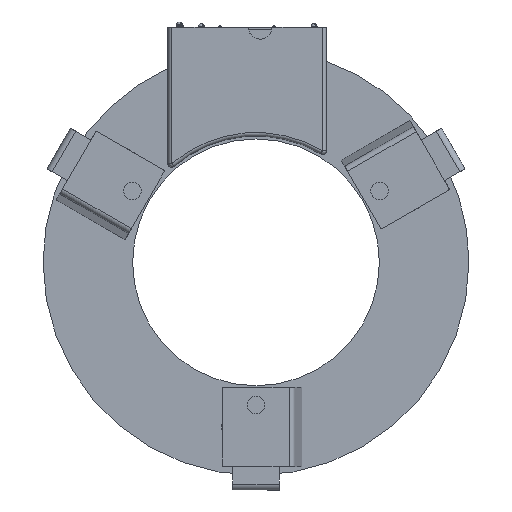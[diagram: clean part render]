
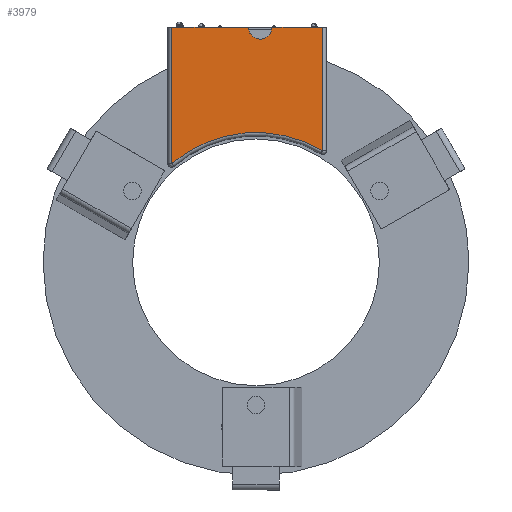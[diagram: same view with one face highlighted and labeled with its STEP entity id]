
A CAD part, front view. The second image highlights one B-rep face of the part: STEP entity #3979.
In plain terms, the highlighted planar face has unit normal (0, -1, 0).
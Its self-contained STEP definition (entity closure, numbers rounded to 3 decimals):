
#218 = ORIENTED_EDGE ( 'NONE', *, *, #12930, .T. ) ;
#226 = ORIENTED_EDGE ( 'NONE', *, *, #12897, .T. ) ;
#279 = ORIENTED_EDGE ( 'NONE', *, *, #12868, .T. ) ;
#2934 = VERTEX_POINT ( 'NONE', #5990 ) ;
#2951 = VERTEX_POINT ( 'NONE', #6051 ) ;
#3297 = VERTEX_POINT ( 'NONE', #10179 ) ;
#3298 = VERTEX_POINT ( 'NONE', #10256 ) ;
#3308 = VERTEX_POINT ( 'NONE', #10246 ) ;
#3340 = VERTEX_POINT ( 'NONE', #10220 ) ;
#3979 = ADVANCED_FACE ( 'NONE', ( #7571 ), #9563, .T. ) ;
#4223 = AXIS2_PLACEMENT_3D ( 'NONE', #12032, #12027, #12057 ) ;
#4250 = AXIS2_PLACEMENT_3D ( 'NONE', #12144, #12146, #12147 ) ;
#4272 = ORIENTED_EDGE ( 'NONE', *, *, #12917, .T. ) ;
#4357 = EDGE_LOOP ( 'NONE', ( #4272, #279, #226, #5029, #5016, #218 ) ) ;
#5016 = ORIENTED_EDGE ( 'NONE', *, *, #12890, .T. ) ;
#5029 = ORIENTED_EDGE ( 'NONE', *, *, #12866, .F. ) ;
#5990 = CARTESIAN_POINT ( 'NONE',  ( -143.239, -101., 400. ) ) ;
#6051 = CARTESIAN_POINT ( 'NONE',  ( -143.239, -101., 168.297 ) ) ;
#7571 = FACE_OUTER_BOUND ( 'NONE', #4357, .T. ) ;
#9533 = CARTESIAN_POINT ( 'NONE',  ( 120., -101., 215. ) ) ;
#9563 = PLANE ( 'NONE',  #13364 ) ;
#9565 = DIRECTION ( 'NONE',  ( 0., -1., 0. ) ) ;
#9579 = DIRECTION ( 'NONE',  ( -1., 0., 0. ) ) ;
#10179 = CARTESIAN_POINT ( 'NONE',  ( 27., -101., 400. ) ) ;
#10220 = CARTESIAN_POINT ( 'NONE',  ( 113.239, -101., 400. ) ) ;
#10246 = CARTESIAN_POINT ( 'NONE',  ( 113.239, -101., 189.784 ) ) ;
#10256 = CARTESIAN_POINT ( 'NONE',  ( -13., -101., 400. ) ) ;
#11316 = VECTOR ( 'NONE', #12091, 1000. ) ;
#11336 = LINE ( 'NONE', #12060, #11338 ) ;
#11337 = LINE ( 'NONE', #12108, #11316 ) ;
#11338 = VECTOR ( 'NONE', #12038, 1000. ) ;
#11340 = LINE ( 'NONE', #12095, #11346 ) ;
#11346 = VECTOR ( 'NONE', #12101, 1000. ) ;
#11349 = CIRCLE ( 'NONE', #4223, 20. ) ;
#11377 = LINE ( 'NONE', #12168, #11383 ) ;
#11378 = CIRCLE ( 'NONE', #4250, 221. ) ;
#11383 = VECTOR ( 'NONE', #12172, 1000. ) ;
#12027 = DIRECTION ( 'NONE',  ( 0., -1., 0. ) ) ;
#12032 = CARTESIAN_POINT ( 'NONE',  ( 7., -101., 400. ) ) ;
#12038 = DIRECTION ( 'NONE',  ( 0., 0., 1. ) ) ;
#12057 = DIRECTION ( 'NONE',  ( 1., 0., 0. ) ) ;
#12060 = CARTESIAN_POINT ( 'NONE',  ( 113.239, -101., 400. ) ) ;
#12091 = DIRECTION ( 'NONE',  ( -1., 0., 0. ) ) ;
#12095 = CARTESIAN_POINT ( 'NONE',  ( 120., -101., 400. ) ) ;
#12101 = DIRECTION ( 'NONE',  ( -1., 0., 0. ) ) ;
#12108 = CARTESIAN_POINT ( 'NONE',  ( 120., -101., 400. ) ) ;
#12144 = CARTESIAN_POINT ( 'NONE',  ( 0., -101., 0. ) ) ;
#12146 = DIRECTION ( 'NONE',  ( 0., 1., 0. ) ) ;
#12147 = DIRECTION ( 'NONE',  ( -1., 0., 0. ) ) ;
#12168 = CARTESIAN_POINT ( 'NONE',  ( -143.239, -101., 154.916 ) ) ;
#12172 = DIRECTION ( 'NONE',  ( 0., 0., -1. ) ) ;
#12866 = EDGE_CURVE ( 'NONE', #3298, #3297, #11349, .T. ) ;
#12868 = EDGE_CURVE ( 'NONE', #3308, #3340, #11336, .T. ) ;
#12890 = EDGE_CURVE ( 'NONE', #3298, #2934, #11337, .T. ) ;
#12897 = EDGE_CURVE ( 'NONE', #3340, #3297, #11340, .T. ) ;
#12917 = EDGE_CURVE ( 'NONE', #2951, #3308, #11378, .T. ) ;
#12930 = EDGE_CURVE ( 'NONE', #2934, #2951, #11377, .T. ) ;
#13364 = AXIS2_PLACEMENT_3D ( 'NONE', #9533, #9565, #9579 ) ;
